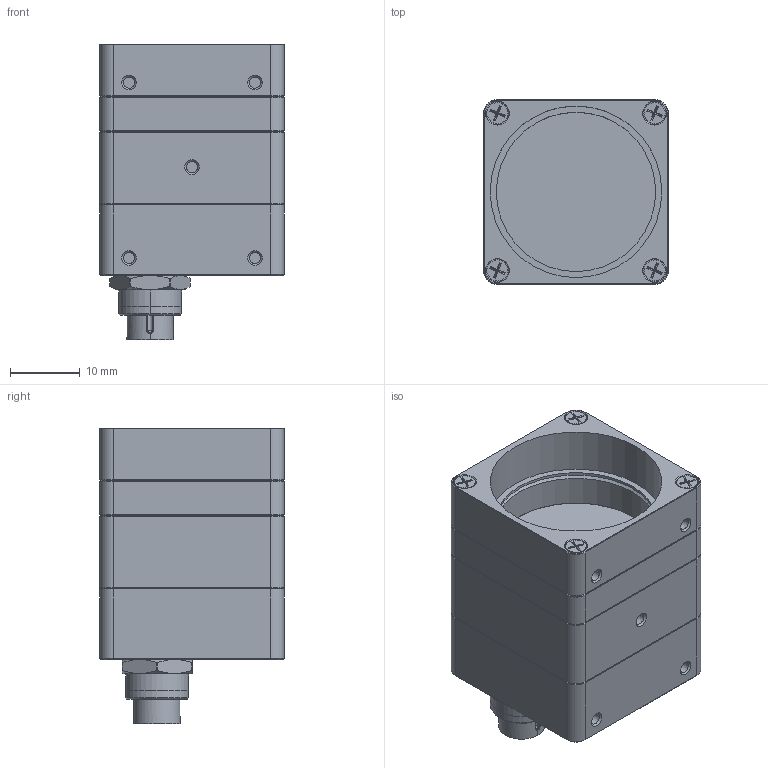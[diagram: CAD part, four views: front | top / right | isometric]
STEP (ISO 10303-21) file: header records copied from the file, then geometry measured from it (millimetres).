
FILE_DESCRIPTION(/* description */ (''),/* implementation_level */ '2;1');
FILE_NAME(/* name */ 'MC023xG-SY-TC.stp',/* time_stamp */ '2019-11-16T17:23:57+01:00',/* author */ (''),/* organization */ (''),/* preprocessor_version */ 'ST-DEVELOPER v16',/* originating_system */ 'SIEMENS PLM Software NX 11.0',/* authorisation */ '');
FILE_SCHEMA (('AUTOMOTIVE_DESIGN { 1 0 10303 214 3 1 1 1 }'));
Products named in the file (19): MECH-MQ-FRONT; MECH-MQ-CS-C; MECH-MC-EMI-GSKT-4X6-T1; LIGHTPIPE_5151016f; SROB-M2x14-CUST; Binder_711_0904812208_Nut; Binder_711_0904812208; PCA_MC_MAIN_TC_REV2; MECH-MC-REAR; O-RING-FKM-22x1; FLT-D25; DIN912-M1.4x3-STNLS; MT023MG(CG)-PR-SENSOR-PCA; MECH-MT023xG-SY-GASKET; MECH-MT-MID-023-REV4; MC-REAR-TC-ASM; MC-FRONT-ASM; MC-FRONT-MID-023-ASM; MC-ASM
Assembly tree (30 placements, depth 4):
  MC-ASM
    MC-FRONT-MID-023-ASM
      MECH-MT-MID-023-REV4
      MECH-MT023xG-SY-GASKET
      MT023MG(CG)-PR-SENSOR-PCA
      DIN912-M1.4x3-STNLS  x2
      FLT-D25
      MC-FRONT-ASM
        MECH-MQ-CS-C
        MECH-MQ-FRONT
        SROB-M2x14-CUST  x4
      O-RING-FKM-22x1
    MC-REAR-TC-ASM
      MECH-MC-REAR
      PCA_MC_MAIN_TC_REV2
      Binder_711_0904812208
      Binder_711_0904812208_Nut
      SROB-M2x14-CUST  x4
      LIGHTPIPE_5151016f  x4
      MECH-MC-EMI-GSKT-4X6-T1  x2
Bounding box: 26.4 x 26.4 x 42.3 mm (x, y, z)
Volume: 11911.9 mm3; surface area: 19336.5 mm2
Topology: 34 solids, 37 shells, 5982 faces, 16122 edges, 10490 vertices
Faces by surface type: plane 4104, cylinder 1301, cone 284, bspline 268, torus 13, sphere 11, extrusion 1
Full cylindrical faces by diameter (mm): 0.66 x1, 0.7 x4, 0.9 x4, 1.1 x2, 1.4 x4, 1.6 x20, 1.8 x6, 1.85 x2, 1.9 x8, 2 x12, 2.1 x4, 2.6 x2, 3 x8, 3.2 x4, 3.35 x4, 9 x1, 9.1 x1, 21 x1, 21.6 x1, 22.8 x2, 24.4 x1, 24.541 x1, 25 x1, 25.1 x1
Entity records: 192259 total; most frequent: CARTESIAN_POINT 45285, ORIENTED_EDGE 30395, DIRECTION 27651, EDGE_CURVE 15220, VECTOR 11161, LINE 11160, VERTEX_POINT 10005, AXIS2_PLACEMENT_3D 8245
